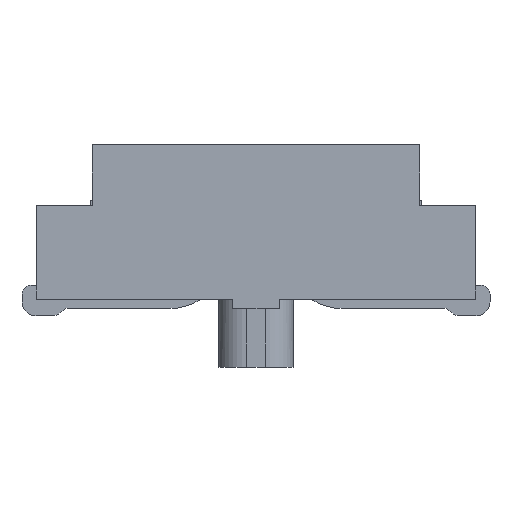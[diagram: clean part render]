
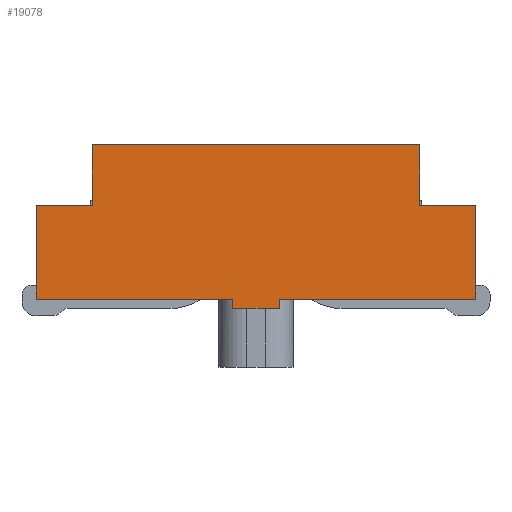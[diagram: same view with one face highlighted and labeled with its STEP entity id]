
A CAD part, left-side view. The second image highlights one B-rep face of the part: STEP entity #19078.
In plain terms, the highlighted planar face has unit normal (-1, 0, 0).
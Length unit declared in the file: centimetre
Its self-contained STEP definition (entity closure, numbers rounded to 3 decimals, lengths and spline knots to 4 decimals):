
#1392=FACE_OUTER_BOUND($,#2347,.T.);
#2347=EDGE_LOOP($,(#14559,#14560,#14561,#14562,#14563,#14564,#14565,#14566,
#14567,#14568,#14569,#14570));
#3053=LINE($,#26988,#5293);
#3080=LINE($,#27041,#5320);
#3155=LINE($,#27191,#5395);
#3936=LINE($,#28648,#6176);
#3939=LINE($,#28653,#6179);
#3942=LINE($,#28659,#6182);
#3946=LINE($,#28667,#6186);
#3996=LINE($,#28766,#6236);
#4000=LINE($,#28775,#6240);
#4020=LINE($,#28816,#6260);
#4037=LINE($,#28853,#6277);
#4077=LINE($,#29030,#6317);
#5293=VECTOR($,#21436,0.1);
#5320=VECTOR($,#21475,0.1);
#5395=VECTOR($,#21560,0.01);
#6176=VECTOR($,#22713,0.065);
#6179=VECTOR($,#22718,0.06);
#6182=VECTOR($,#22723,0.06);
#6186=VECTOR($,#22729,0.065);
#6236=VECTOR($,#22829,0.21);
#6240=VECTOR($,#22837,0.21);
#6260=VECTOR($,#22859,0.01);
#6277=VECTOR($,#22904,0.05);
#6317=VECTOR($,#23110,0.35);
#7522=VERTEX_POINT($,#26985);
#7523=VERTEX_POINT($,#26987);
#7542=VERTEX_POINT($,#27039);
#7543=VERTEX_POINT($,#27040);
#7612=VERTEX_POINT($,#27188);
#7613=VERTEX_POINT($,#27190);
#8102=VERTEX_POINT($,#28645);
#8103=VERTEX_POINT($,#28647);
#8106=VERTEX_POINT($,#28657);
#8109=VERTEX_POINT($,#28665);
#8133=VERTEX_POINT($,#28765);
#8156=VERTEX_POINT($,#28815);
#9477=EDGE_CURVE($,#7523,#7522,#3053,.T.);
#9504=EDGE_CURVE($,#7542,#7543,#3080,.T.);
#9579=EDGE_CURVE($,#7613,#7612,#3155,.T.);
#10360=EDGE_CURVE($,#8103,#8102,#3936,.T.);
#10363=EDGE_CURVE($,#8102,#7523,#3939,.T.);
#10366=EDGE_CURVE($,#7542,#8106,#3942,.T.);
#10370=EDGE_CURVE($,#8106,#8109,#3946,.T.);
#10421=EDGE_CURVE($,#8133,#7543,#3996,.T.);
#10427=EDGE_CURVE($,#7522,#7613,#4000,.T.);
#10447=EDGE_CURVE($,#8133,#8156,#4020,.T.);
#10466=EDGE_CURVE($,#8156,#7612,#4037,.T.);
#10518=EDGE_CURVE($,#8103,#8109,#4077,.T.);
#14559=ORIENTED_EDGE($,*,*,#9477,.T.);
#14560=ORIENTED_EDGE($,*,*,#10427,.T.);
#14561=ORIENTED_EDGE($,*,*,#9579,.T.);
#14562=ORIENTED_EDGE($,*,*,#10466,.F.);
#14563=ORIENTED_EDGE($,*,*,#10447,.F.);
#14564=ORIENTED_EDGE($,*,*,#10421,.T.);
#14565=ORIENTED_EDGE($,*,*,#9504,.F.);
#14566=ORIENTED_EDGE($,*,*,#10366,.T.);
#14567=ORIENTED_EDGE($,*,*,#10370,.T.);
#14568=ORIENTED_EDGE($,*,*,#10518,.F.);
#14569=ORIENTED_EDGE($,*,*,#10360,.T.);
#14570=ORIENTED_EDGE($,*,*,#10363,.T.);
#18484=PLANE($,#20032);
#19078=ADVANCED_FACE($,(#1392),#18484,.F.);
#20032=AXIS2_PLACEMENT_3D($,#29031,#23111,#23112);
#21436=DIRECTION($,(0.,0.,-1.));
#21475=DIRECTION($,(0.,0.,-1.));
#21560=DIRECTION($,(0.,0.,-1.));
#22713=DIRECTION($,(0.,0.,-1.));
#22718=DIRECTION($,(0.,1.,0.));
#22723=DIRECTION($,(0.,1.,0.));
#22729=DIRECTION($,(0.,0.,1.));
#22829=DIRECTION($,(0.,-1.,0.));
#22837=DIRECTION($,(0.,-1.,0.));
#22859=DIRECTION($,(0.,0.,-1.));
#22904=DIRECTION($,(0.,1.,0.));
#23110=DIRECTION($,(0.,-1.,0.));
#23111=DIRECTION('center_axis',(1.,0.,0.));
#23112=DIRECTION('ref_axis',(0.,1.,0.));
#26985=CARTESIAN_POINT('',(-0.453,0.235,0.014));
#26987=CARTESIAN_POINT('',(-0.453,0.235,0.114));
#26988=CARTESIAN_POINT($,(-0.453,0.235,0.179));
#27039=CARTESIAN_POINT('',(-0.453,-0.235,0.114));
#27040=CARTESIAN_POINT('',(-0.453,-0.235,0.014));
#27041=CARTESIAN_POINT($,(-0.453,-0.235,0.179));
#27188=CARTESIAN_POINT('',(-0.453,0.025,0.004));
#27190=CARTESIAN_POINT('',(-0.453,0.025,0.014));
#27191=CARTESIAN_POINT($,(-0.453,0.025,0.024));
#28645=CARTESIAN_POINT('',(-0.453,0.175,0.114));
#28647=CARTESIAN_POINT('',(-0.453,0.175,0.179));
#28648=CARTESIAN_POINT($,(-0.453,0.175,0.179));
#28653=CARTESIAN_POINT($,(-0.453,0.175,0.114));
#28657=CARTESIAN_POINT('',(-0.453,-0.175,0.114));
#28659=CARTESIAN_POINT($,(-0.453,-0.235,0.114));
#28665=CARTESIAN_POINT('',(-0.453,-0.175,0.179));
#28667=CARTESIAN_POINT($,(-0.453,-0.175,0.114));
#28765=CARTESIAN_POINT('',(-0.453,-0.025,0.014));
#28766=CARTESIAN_POINT($,(-0.453,0.235,0.014));
#28775=CARTESIAN_POINT($,(-0.453,0.235,0.014));
#28815=CARTESIAN_POINT('',(-0.453,-0.025,0.004));
#28816=CARTESIAN_POINT($,(-0.453,-0.025,0.024));
#28853=CARTESIAN_POINT($,(-0.453,-0.025,0.004));
#29030=CARTESIAN_POINT($,(-0.453,0.235,0.179));
#29031=CARTESIAN_POINT('Origin',(-0.453,0.235,0.179));
